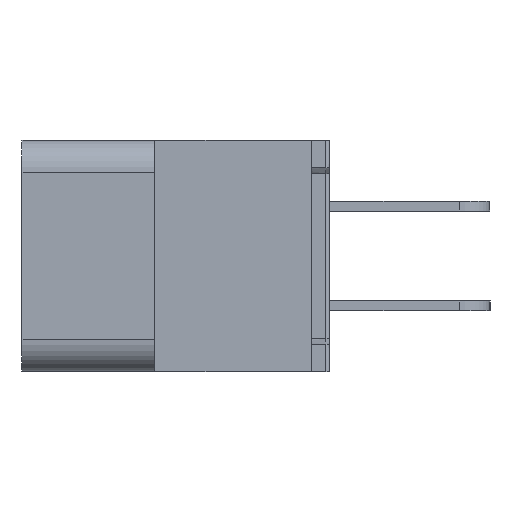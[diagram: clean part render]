
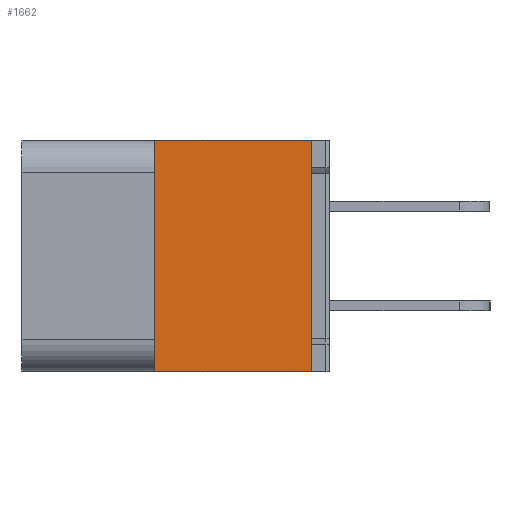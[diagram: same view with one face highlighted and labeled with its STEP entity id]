
A CAD part, left-side view. The second image highlights one B-rep face of the part: STEP entity #1662.
In plain terms, the highlighted planar face has unit normal (-1, 0, 0).
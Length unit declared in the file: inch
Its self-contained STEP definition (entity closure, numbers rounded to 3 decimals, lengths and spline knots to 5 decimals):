
#351 = LINE ( 'NONE', #26816, #32849 ) ;
#529 = VERTEX_POINT ( 'NONE', #28699 ) ;
#943 = EDGE_CURVE ( 'NONE', #529, #6516, #38210, .T. ) ;
#1158 = EDGE_CURVE ( 'NONE', #6516, #40942, #37713, .T. ) ;
#1662 = ADVANCED_FACE ( 'NONE', ( #40062 ), #20140, .T. ) ;
#3087 = DIRECTION ( 'NONE',  ( 0., -1., 0. ) ) ;
#3231 = CARTESIAN_POINT ( 'NONE',  ( -2.139, -0.203, 0.1625 ) ) ;
#5009 = LINE ( 'NONE', #37694, #29007 ) ;
#6516 = VERTEX_POINT ( 'NONE', #9442 ) ;
#7278 = EDGE_CURVE ( 'NONE', #40942, #20887, #351, .T. ) ;
#9442 = CARTESIAN_POINT ( 'NONE',  ( -2.139, 0.017, 0.1625 ) ) ;
#11944 = DIRECTION ( 'NONE',  ( 0., 1., 0. ) ) ;
#12264 = ORIENTED_EDGE ( 'NONE', *, *, #1158, .F. ) ;
#12352 = CARTESIAN_POINT ( 'NONE',  ( -2.139, -0.203, 0.1625 ) ) ;
#13824 = ORIENTED_EDGE ( 'NONE', *, *, #943, .F. ) ;
#14093 = VECTOR ( 'NONE', #3087, 39.37008 ) ;
#14225 = ORIENTED_EDGE ( 'NONE', *, *, #38556, .F. ) ;
#15747 = ORIENTED_EDGE ( 'NONE', *, *, #7278, .F. ) ;
#19117 = DIRECTION ( 'NONE',  ( 0., 0., 1. ) ) ;
#19203 = DIRECTION ( 'NONE',  ( -1., 0., 0. ) ) ;
#19211 = EDGE_LOOP ( 'NONE', ( #12264, #13824, #14225, #15747 ) ) ;
#19499 = CARTESIAN_POINT ( 'NONE',  ( -2.139, 0.017, 0.1625 ) ) ;
#20140 = PLANE ( 'NONE',  #35061 ) ;
#20887 = VERTEX_POINT ( 'NONE', #29819 ) ;
#26342 = DIRECTION ( 'NONE',  ( 0., 0., 1. ) ) ;
#26729 = DIRECTION ( 'NONE',  ( 0., 0., -1. ) ) ;
#26816 = CARTESIAN_POINT ( 'NONE',  ( -2.139, -0.203, -0.1625 ) ) ;
#27447 = CARTESIAN_POINT ( 'NONE',  ( -2.139, 0.017, 0.1625 ) ) ;
#28699 = CARTESIAN_POINT ( 'NONE',  ( -2.139, 0.017, -0.1625 ) ) ;
#29007 = VECTOR ( 'NONE', #11944, 39.37008 ) ;
#29819 = CARTESIAN_POINT ( 'NONE',  ( -2.139, -0.203, -0.1625 ) ) ;
#29923 = VECTOR ( 'NONE', #26342, 39.37008 ) ;
#32849 = VECTOR ( 'NONE', #26729, 39.37008 ) ;
#35061 = AXIS2_PLACEMENT_3D ( 'NONE', #19499, #19203, #19117 ) ;
#37694 = CARTESIAN_POINT ( 'NONE',  ( -2.139, 0.017, -0.1625 ) ) ;
#37713 = LINE ( 'NONE', #3231, #14093 ) ;
#38210 = LINE ( 'NONE', #27447, #29923 ) ;
#38556 = EDGE_CURVE ( 'NONE', #20887, #529, #5009, .T. ) ;
#40062 = FACE_OUTER_BOUND ( 'NONE', #19211, .T. ) ;
#40942 = VERTEX_POINT ( 'NONE', #12352 ) ;
